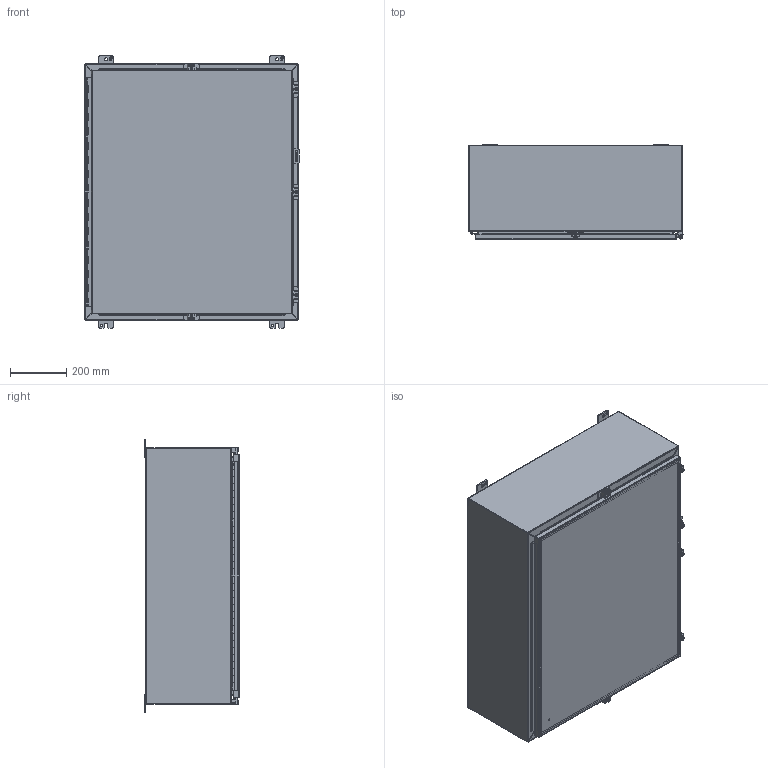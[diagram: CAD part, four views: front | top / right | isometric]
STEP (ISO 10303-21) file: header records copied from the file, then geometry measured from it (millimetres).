
FILE_DESCRIPTION (( 'STEP AP203' ), '1' );
FILE_NAME ('1418N4M12_Default.step', '2019-11-01T14:01:51', ( 'ADC123' ), ( 'Microsoft' ), 'SwSTEP 2.0', 'SolidWorks 2019', '' );
FILE_SCHEMA (( 'CONFIG_CONTROL_DESIGN' ));
Length unit declared in the file: inch
Products named in the file (1): 1418N4M12_Default
Bounding box: 765.2 x 341.3 x 971.55 mm (x, y, z)
Volume: 6874072.1 mm3; surface area: 7106331.1 mm2
Topology: 54 solids, 55 shells, 1823 faces, 4781 edges, 3114 vertices
Faces by surface type: plane 1063, cylinder 650, bspline 88, cone 22
Entity records: 58782 total; most frequent: CARTESIAN_POINT 13257, ORIENTED_EDGE 9554, DIRECTION 9359, EDGE_CURVE 4777, VECTOR 3251, LINE 3251, VERTEX_POINT 3114, AXIS2_PLACEMENT_3D 3054
